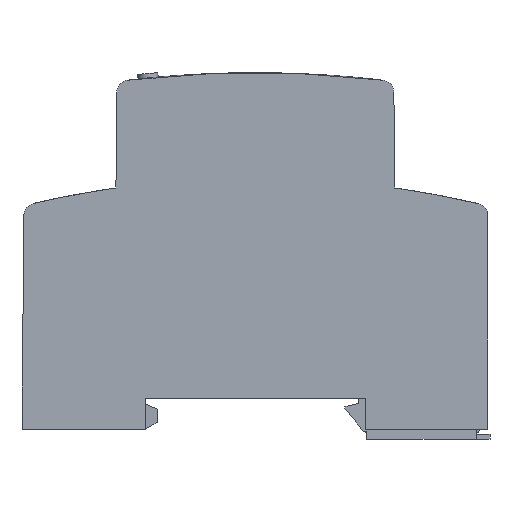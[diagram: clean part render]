
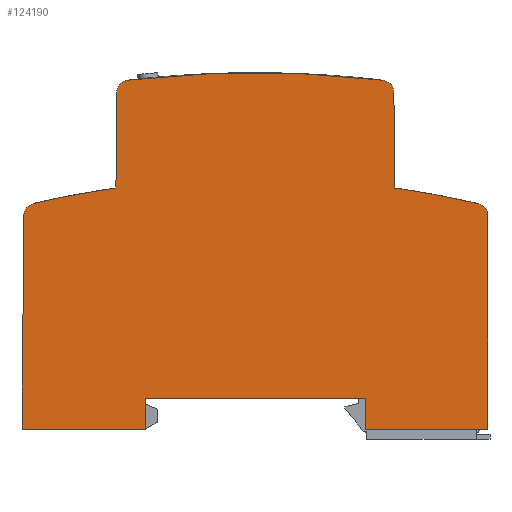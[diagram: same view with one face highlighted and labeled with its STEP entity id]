
A CAD part, left-side view. The second image highlights one B-rep face of the part: STEP entity #124190.
In plain terms, the highlighted face is planar.
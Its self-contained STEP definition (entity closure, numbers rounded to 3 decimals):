
#65440=CARTESIAN_POINT('',(45.021,16.056,-65.25));
#65450=DIRECTION('',(1.,0.,0.));
#65460=VECTOR('',#65450,1.);
#65470=LINE('',#65440,#65460);
#65480=CARTESIAN_POINT('',(31.841,16.056,
-65.25));
#65490=VERTEX_POINT('',#65480);
#65500=CARTESIAN_POINT('',(51.591,16.056,-65.25));
#65510=VERTEX_POINT('',#65500);
#65520=EDGE_CURVE('',#65490,#65510,#65470,.T.);
#65960=CARTESIAN_POINT('',(51.591,55.264,-65.25));
#65970=DIRECTION('',(0.,-1.,0.));
#65980=VECTOR('',#65970,1.);
#65990=LINE('',#65960,#65980);
#66000=CARTESIAN_POINT('',(51.591,21.056,-65.25));
#66010=VERTEX_POINT('',#66000);
#66020=EDGE_CURVE('',#66010,#65510,#65990,.T.);
#66270=CARTESIAN_POINT('',(45.021,21.056,-65.25));
#66280=DIRECTION('',(1.,0.,0.));
#66290=VECTOR('',#66280,1.);
#66300=LINE('',#66270,#66290);
#66310=CARTESIAN_POINT('',(87.091,21.056,-65.25));
#66320=VERTEX_POINT('',#66310);
#66330=EDGE_CURVE('',#66010,#66320,#66300,.T.);
#67720=CARTESIAN_POINT('',(31.841,50.463,
-65.25));
#67730=VERTEX_POINT('',#67720);
#67760=CARTESIAN_POINT('',(33.841,50.463,
-65.25));
#67770=DIRECTION('',(0.,0.,-1.));
#67780=DIRECTION('',(-1.,0.,0.));
#67790=AXIS2_PLACEMENT_3D('',#67760,#67770,#67780);
#67800=CIRCLE('',#67790,2.);
#67810=CARTESIAN_POINT('',(33.386,52.411,
-65.25));
#67820=VERTEX_POINT('',#67810);
#67830=EDGE_CURVE('',#67730,#67820,#67800,.T.);
#68760=CARTESIAN_POINT('',(106.975,16.056,-65.25));
#68770=VERTEX_POINT('',#68760);
#68800=CARTESIAN_POINT('',(45.021,16.056,-65.25));
#68810=DIRECTION('',(1.,0.,0.));
#68820=VECTOR('',#68810,1.);
#68830=LINE('',#68800,#68820);
#68840=CARTESIAN_POINT('',(87.091,16.056,-65.25));
#68850=VERTEX_POINT('',#68840);
#68860=EDGE_CURVE('',#68850,#68770,#68830,.T.);
#76370=CARTESIAN_POINT('',(105.127,52.45,-65.25));
#76380=VERTEX_POINT('',#76370);
#76410=CARTESIAN_POINT('',(104.674,50.502,-65.25));
#76420=DIRECTION('',(0.,0.,-1.));
#76430=DIRECTION('',(-1.,0.,0.));
#76440=AXIS2_PLACEMENT_3D('',#76410,#76420,#76430);
#76450=CIRCLE('',#76440,2.);
#76460=CARTESIAN_POINT('',(106.674,50.52,-65.25));
#76470=VERTEX_POINT('',#76460);
#76480=EDGE_CURVE('',#76380,#76470,#76450,.T.);
#76720=CARTESIAN_POINT('',(106.633,55.264,-65.25));
#76730=DIRECTION('',(0.009,-1.,
0.));
#76740=VECTOR('',#76730,1.);
#76750=LINE('',#76720,#76740);
#76760=EDGE_CURVE('',#76470,#68770,#76750,.T.);
#83440=CARTESIAN_POINT('',(87.091,55.264,-65.25));
#83450=DIRECTION('',(0.,-1.,0.));
#83460=VECTOR('',#83450,1.);
#83470=LINE('',#83440,#83460);
#83480=EDGE_CURVE('',#66320,#68850,#83470,.T.);
#89030=CARTESIAN_POINT('',(31.841,55.264,
-65.25));
#89040=DIRECTION('',(0.,1.,0.));
#89050=VECTOR('',#89040,1.);
#89060=LINE('',#89030,#89050);
#89070=EDGE_CURVE('',#65490,#67730,#89060,.T.);
#115420=CARTESIAN_POINT('',(91.825,54.948,-65.25));
#115430=VERTEX_POINT('',#115420);
#115460=CARTESIAN_POINT('',(69.341,-101.444,-65.25));
#115470=DIRECTION('',(0.,0.,-1.));
#115480=DIRECTION('',(-1.,0.,0.));
#115490=AXIS2_PLACEMENT_3D('',#115460,#115470,#115480);
#115500=CIRCLE('',#115490,158.);
#115510=EDGE_CURVE('',#115430,#76380,#115500,.T.);
#120800=CARTESIAN_POINT('',(46.858,54.948,-65.25));
#120810=VERTEX_POINT('',#120800);
#120860=CARTESIAN_POINT('',(69.341,-101.444,-65.25));
#120870=DIRECTION('',(0.,0.,-1.));
#120880=DIRECTION('',(-1.,0.,0.));
#120890=AXIS2_PLACEMENT_3D('',#120860,#120870,#120880);
#120900=CIRCLE('',#120890,158.);
#120910=EDGE_CURVE('',#67820,#120810,#120900,.T.);
#123600=CARTESIAN_POINT('',(69.341,23.506,-65.25));
#123610=DIRECTION('',(0.,0.,-1.));
#123620=DIRECTION('',(-1.,0.,0.));
#123630=AXIS2_PLACEMENT_3D('',#123600,#123610,#123620);
#123640=PLANE('',#123630);
#123650=ORIENTED_EDGE('',*,*,#67830,.T.);
#123660=ORIENTED_EDGE('',*,*,#89070,.T.);
#123670=ORIENTED_EDGE('',*,*,#65520,.F.);
#123680=ORIENTED_EDGE('',*,*,#66020,.T.);
#123690=ORIENTED_EDGE('',*,*,#66330,.F.);
#123700=ORIENTED_EDGE('',*,*,#83480,.F.);
#123710=ORIENTED_EDGE('',*,*,#68860,.F.);
#123720=ORIENTED_EDGE('',*,*,#76760,.T.);
#123730=ORIENTED_EDGE('',*,*,#76480,.T.);
#123740=ORIENTED_EDGE('',*,*,#115510,.T.);
#123750=CARTESIAN_POINT('',(91.822,55.264,-65.25));
#123760=DIRECTION('',(-0.009,1.,
0.));
#123770=VECTOR('',#123760,1.);
#123780=LINE('',#123750,#123770);
#123790=CARTESIAN_POINT('',(91.69,70.373,-65.25));
#123800=VERTEX_POINT('',#123790);
#123810=EDGE_CURVE('',#115430,#123800,#123780,.T.);
#123820=ORIENTED_EDGE('',*,*,#123810,.F.);
#123830=CARTESIAN_POINT('',(89.69,70.355,-65.25));
#123840=DIRECTION('',(0.,0.,1.));
#123850=DIRECTION('',(1.,0.,0.));
#123860=AXIS2_PLACEMENT_3D('',#123830,#123840,#123850);
#123870=CIRCLE('',#123860,2.);
#123880=CARTESIAN_POINT('',(89.926,72.341,-65.25));
#123890=VERTEX_POINT('',#123880);
#123900=EDGE_CURVE('',#123800,#123890,#123870,.T.);
#123910=ORIENTED_EDGE('',*,*,#123900,.F.);
#123920=CARTESIAN_POINT('',(69.341,-101.444,-65.25));
#123930=DIRECTION('',(0.,0.,-1.));
#123940=DIRECTION('',(-1.,0.,0.));
#123950=AXIS2_PLACEMENT_3D('',#123920,#123930,#123940);
#123960=CIRCLE('',#123950,175.);
#123970=CARTESIAN_POINT('',(48.757,72.341,-65.25));
#123980=VERTEX_POINT('',#123970);
#123990=EDGE_CURVE('',#123980,#123890,#123960,.T.);
#124000=ORIENTED_EDGE('',*,*,#123990,.T.);
#124010=CARTESIAN_POINT('',(48.992,70.355,-65.25));
#124020=DIRECTION('',(0.,0.,1.));
#124030=DIRECTION('',(1.,0.,0.));
#124040=AXIS2_PLACEMENT_3D('',#124010,#124020,#124030);
#124050=CIRCLE('',#124040,2.);
#124060=CARTESIAN_POINT('',(46.992,70.373,-65.25));
#124070=VERTEX_POINT('',#124060);
#124080=EDGE_CURVE('',#123980,#124070,#124050,.T.);
#124090=ORIENTED_EDGE('',*,*,#124080,.F.);
#124100=CARTESIAN_POINT('',(46.861,55.264,-65.25));
#124110=DIRECTION('',(-0.009,-1.,
0.));
#124120=VECTOR('',#124110,1.);
#124130=LINE('',#124100,#124120);
#124140=EDGE_CURVE('',#124070,#120810,#124130,.T.);
#124150=ORIENTED_EDGE('',*,*,#124140,.F.);
#124160=ORIENTED_EDGE('',*,*,#120910,.T.);
#124170=EDGE_LOOP('',(#124160,#124150,#124090,#124000,#123910,#123820,
#123740,#123730,#123720,#123710,#123700,#123690,#123680,#123670,#123660,
#123650));
#124180=FACE_OUTER_BOUND('',#124170,.T.);
#124190=ADVANCED_FACE('',(#124180),#123640,.T.);
